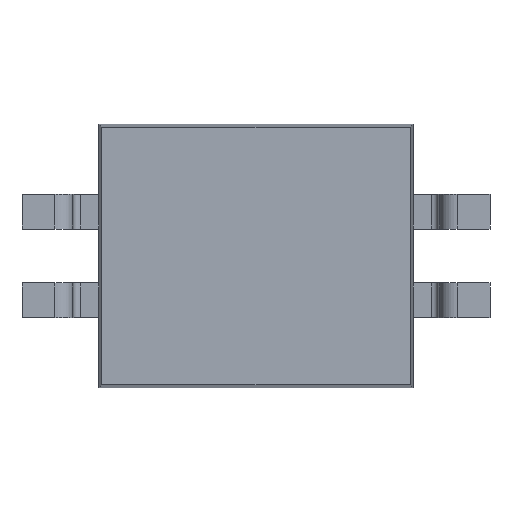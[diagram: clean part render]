
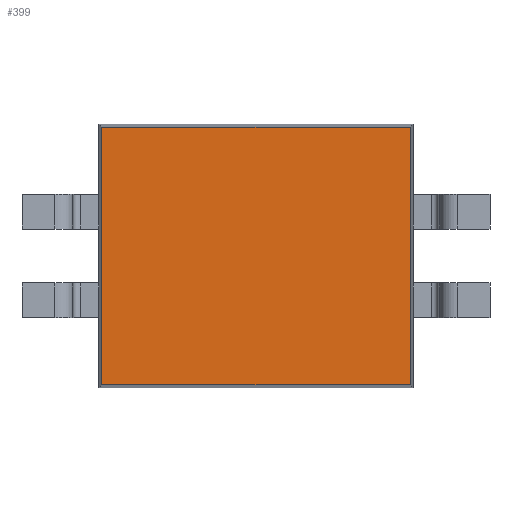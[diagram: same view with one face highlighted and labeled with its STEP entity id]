
A CAD part, front view. The second image highlights one B-rep face of the part: STEP entity #399.
In plain terms, the highlighted planar face has unit normal (0, -1, 0).
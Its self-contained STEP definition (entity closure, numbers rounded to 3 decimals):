
#276 = VERTEX_POINT ( 'NONE', #1955 ) ;
#278 = EDGE_CURVE ( 'NONE', #276, #279, #1954, .T. ) ;
#279 = VERTEX_POINT ( 'NONE', #1950 ) ;
#328 = EDGE_CURVE ( 'NONE', #414, #590, #1830, .T. ) ;
#368 = EDGE_CURVE ( 'NONE', #590, #276, #2101, .T. ) ;
#397 = EDGE_CURVE ( 'NONE', #279, #414, #2140, .T. ) ;
#399 = ADVANCED_FACE ( 'NONE', ( #2136 ), #2121, .F. ) ;
#400 = EDGE_LOOP ( 'NONE', ( #401, #402, #403, #404 ) ) ;
#401 = ORIENTED_EDGE ( 'NONE', *, *, #278, .F. ) ;
#402 = ORIENTED_EDGE ( 'NONE', *, *, #368, .F. ) ;
#403 = ORIENTED_EDGE ( 'NONE', *, *, #328, .F. ) ;
#404 = ORIENTED_EDGE ( 'NONE', *, *, #397, .F. ) ;
#414 = VERTEX_POINT ( 'NONE', #2045 ) ;
#590 = VERTEX_POINT ( 'NONE', #2673 ) ;
#1827 = DIRECTION ( 'NONE',  ( 0., 0., -1. ) ) ;
#1828 = VECTOR ( 'NONE', #1827, 1000. ) ;
#1829 = CARTESIAN_POINT ( 'NONE',  ( 2.211, -0.45, -1.885 ) ) ;
#1830 = LINE ( 'NONE', #1829, #1828 ) ;
#1950 = CARTESIAN_POINT ( 'NONE',  ( -2.211, -0.45, 1.846 ) ) ;
#1951 = DIRECTION ( 'NONE',  ( 0., 0., 1. ) ) ;
#1952 = VECTOR ( 'NONE', #1951, 1000. ) ;
#1953 = CARTESIAN_POINT ( 'NONE',  ( -2.211, -0.45, -1.885 ) ) ;
#1954 = LINE ( 'NONE', #1953, #1952 ) ;
#1955 = CARTESIAN_POINT ( 'NONE',  ( -2.211, -0.45, -1.846 ) ) ;
#2045 = CARTESIAN_POINT ( 'NONE',  ( 2.211, -0.45, 1.846 ) ) ;
#2062 = DIRECTION ( 'NONE',  ( 0., 0., 1. ) ) ;
#2063 = DIRECTION ( 'NONE',  ( 0., 1., 0. ) ) ;
#2097 = DIRECTION ( 'NONE',  ( -1., 0., 0. ) ) ;
#2098 = VECTOR ( 'NONE', #2097, 1000. ) ;
#2099 = CARTESIAN_POINT ( 'NONE',  ( -2.25, -0.45, -1.846 ) ) ;
#2101 = LINE ( 'NONE', #2099, #2098 ) ;
#2118 = CARTESIAN_POINT ( 'NONE',  ( -2.25, -0.45, -1.885 ) ) ;
#2119 = AXIS2_PLACEMENT_3D ( 'NONE', #2118, #2063, #2062 ) ;
#2121 = PLANE ( 'NONE',  #2119 ) ;
#2136 = FACE_OUTER_BOUND ( 'NONE', #400, .T. ) ;
#2137 = DIRECTION ( 'NONE',  ( 1., 0., 0. ) ) ;
#2138 = VECTOR ( 'NONE', #2137, 1000. ) ;
#2139 = CARTESIAN_POINT ( 'NONE',  ( -2.25, -0.45, 1.846 ) ) ;
#2140 = LINE ( 'NONE', #2139, #2138 ) ;
#2673 = CARTESIAN_POINT ( 'NONE',  ( 2.211, -0.45, -1.846 ) ) ;
